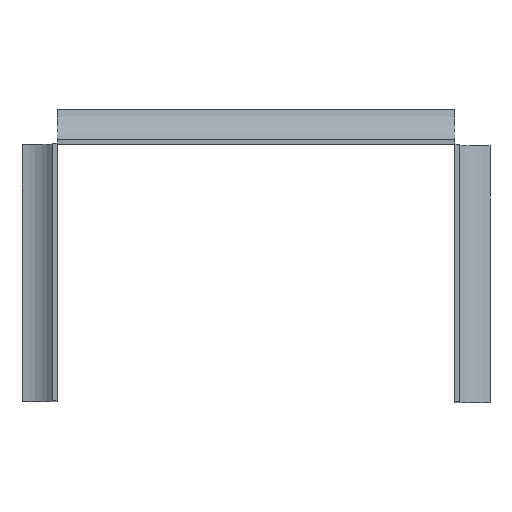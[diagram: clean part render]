
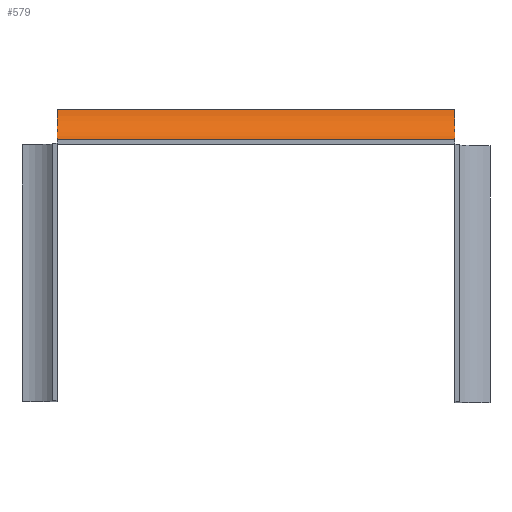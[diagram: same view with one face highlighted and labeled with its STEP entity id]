
A CAD part, top view. The second image highlights one B-rep face of the part: STEP entity #579.
In plain terms, the highlighted cylindrical face has radius 16.771 mm (diameter 33.542 mm), a partial arc.
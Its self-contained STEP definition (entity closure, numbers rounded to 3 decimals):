
#19=B_SPLINE_CURVE_WITH_KNOTS('',3,(#980,#981,#982,#983),.UNSPECIFIED.,
 .F.,.F.,(4,4),(0.,0.),.UNSPECIFIED.);
#90=FACE_OUTER_BOUND('',#133,.T.);
#133=EDGE_LOOP('',(#509,#510,#511,#512,#513));
#185=LINE('',#960,#237);
#189=LINE('',#979,#241);
#237=VECTOR('',#791,10.);
#241=VECTOR('',#811,10.);
#262=CIRCLE('',#655,16.771);
#264=CIRCLE('',#658,16.771);
#305=VERTEX_POINT('',#958);
#306=VERTEX_POINT('',#959);
#311=VERTEX_POINT('',#972);
#312=VERTEX_POINT('',#976);
#313=VERTEX_POINT('',#978);
#372=EDGE_CURVE('',#305,#306,#185,.T.);
#379=EDGE_CURVE('',#305,#311,#262,.T.);
#381=EDGE_CURVE('',#312,#306,#264,.T.);
#382=EDGE_CURVE('',#312,#313,#189,.T.);
#383=EDGE_CURVE('',#311,#313,#19,.T.);
#509=ORIENTED_EDGE('',*,*,#372,.T.);
#510=ORIENTED_EDGE('',*,*,#381,.F.);
#511=ORIENTED_EDGE('',*,*,#382,.T.);
#512=ORIENTED_EDGE('',*,*,#383,.F.);
#513=ORIENTED_EDGE('',*,*,#379,.F.);
#549=CYLINDRICAL_SURFACE('',#657,16.771);
#579=ADVANCED_FACE('',(#90),#549,.F.);
#655=AXIS2_PLACEMENT_3D('',#973,#803,#804);
#657=AXIS2_PLACEMENT_3D('',#975,#807,#808);
#658=AXIS2_PLACEMENT_3D('',#977,#809,#810);
#791=DIRECTION('',(1.,0.,0.));
#803=DIRECTION('center_axis',(1.,0.,0.));
#804=DIRECTION('ref_axis',(0.,-0.106,-0.994));
#807=DIRECTION('center_axis',(-1.,0.,0.));
#808=DIRECTION('ref_axis',(0.,-0.106,-0.994));
#809=DIRECTION('center_axis',(-1.,0.,0.));
#810=DIRECTION('ref_axis',(0.,-0.106,-0.994));
#811=DIRECTION('',(-1.,0.,0.));
#958=CARTESIAN_POINT('',(-85.,57.,-2.943));
#959=CARTESIAN_POINT('',(85.,57.,-2.942));
#960=CARTESIAN_POINT('',(85.,57.,-2.942));
#972=CARTESIAN_POINT('',(-85.,69.999,-11.677));
#973=CARTESIAN_POINT('Origin',(-85.,71.771,5.));
#975=CARTESIAN_POINT('Origin',(85.,71.771,5.));
#976=CARTESIAN_POINT('',(85.,70.,-11.677));
#977=CARTESIAN_POINT('Origin',(85.,71.771,5.));
#978=CARTESIAN_POINT('',(-85.,70.,-11.677));
#979=CARTESIAN_POINT('',(85.,70.,-11.677));
#980=CARTESIAN_POINT('Ctrl Pts',(-85.,69.999,-11.677));
#981=CARTESIAN_POINT('Ctrl Pts',(-85.,69.999,-11.677));
#982=CARTESIAN_POINT('Ctrl Pts',(-85.,70.,-11.677));
#983=CARTESIAN_POINT('Ctrl Pts',(-85.,70.,-11.677));
